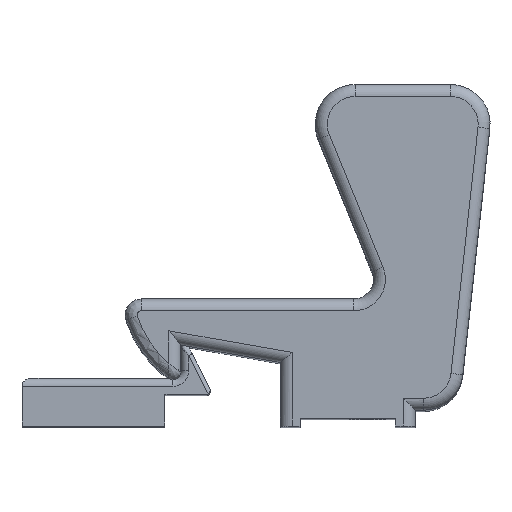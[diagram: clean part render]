
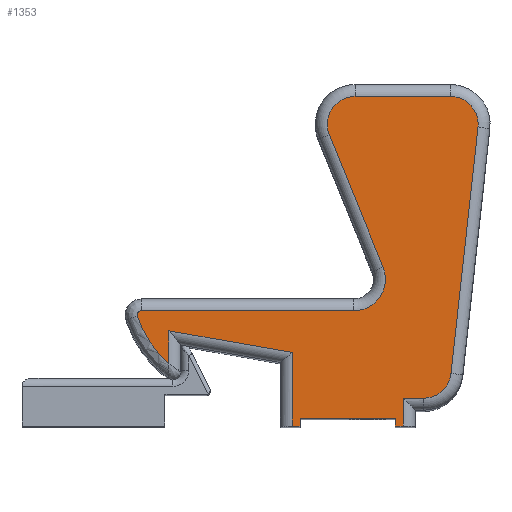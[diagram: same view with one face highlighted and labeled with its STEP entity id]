
A CAD part, top view. The second image highlights one B-rep face of the part: STEP entity #1353.
In plain terms, the highlighted planar face has unit normal (0, 0, 1).
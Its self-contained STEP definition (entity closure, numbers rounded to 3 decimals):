
#79=PLANE('',#1509);
#173=FACE_OUTER_BOUND('',#263,.T.);
#263=EDGE_LOOP('',(#1123,#1124,#1125,#1126,#1127,#1128,#1129,#1130,#1131,
#1132,#1133,#1134,#1135,#1136,#1137,#1138,#1139,#1140,#1141,#1142));
#349=LINE('',#2512,#455);
#355=LINE('',#2531,#461);
#381=LINE('',#2586,#487);
#382=LINE('',#2588,#488);
#383=LINE('',#2592,#489);
#384=LINE('',#2595,#490);
#385=LINE('',#2597,#491);
#386=LINE('',#2600,#492);
#387=LINE('',#2604,#493);
#388=LINE('',#2606,#494);
#389=LINE('',#2607,#495);
#390=LINE('',#2609,#496);
#391=LINE('',#2611,#497);
#392=LINE('',#2612,#498);
#455=VECTOR('',#1791,1000.);
#461=VECTOR('',#1807,1000.);
#487=VECTOR('',#1857,1000.);
#488=VECTOR('',#1858,1000.);
#489=VECTOR('',#1861,1000.);
#490=VECTOR('',#1864,1000.);
#491=VECTOR('',#1865,1000.);
#492=VECTOR('',#1868,1000.);
#493=VECTOR('',#1871,1000.);
#494=VECTOR('',#1872,1000.);
#495=VECTOR('',#1873,1000.);
#496=VECTOR('',#1874,1000.);
#497=VECTOR('',#1875,1000.);
#498=VECTOR('',#1876,1000.);
#537=CIRCLE('',#1469,3.5);
#541=CIRCLE('',#1473,0.5);
#561=CIRCLE('',#1510,3.5);
#562=CIRCLE('',#1511,3.5);
#563=CIRCLE('',#1512,4.);
#564=CIRCLE('',#1513,13.5);
#631=VERTEX_POINT('',#2423);
#632=VERTEX_POINT('',#2424);
#635=VERTEX_POINT('',#2446);
#636=VERTEX_POINT('',#2447);
#655=VERTEX_POINT('',#2509);
#656=VERTEX_POINT('',#2511);
#663=VERTEX_POINT('',#2528);
#664=VERTEX_POINT('',#2530);
#681=VERTEX_POINT('',#2585);
#682=VERTEX_POINT('',#2587);
#683=VERTEX_POINT('',#2589);
#684=VERTEX_POINT('',#2591);
#685=VERTEX_POINT('',#2593);
#686=VERTEX_POINT('',#2596);
#687=VERTEX_POINT('',#2598);
#688=VERTEX_POINT('',#2601);
#689=VERTEX_POINT('',#2603);
#690=VERTEX_POINT('',#2605);
#691=VERTEX_POINT('',#2608);
#692=VERTEX_POINT('',#2610);
#776=EDGE_CURVE('',#631,#632,#537,.T.);
#780=EDGE_CURVE('',#635,#636,#541,.T.);
#804=EDGE_CURVE('',#656,#655,#349,.T.);
#813=EDGE_CURVE('',#664,#663,#355,.T.);
#841=EDGE_CURVE('',#663,#681,#381,.T.);
#842=EDGE_CURVE('',#681,#682,#382,.T.);
#843=EDGE_CURVE('',#682,#683,#561,.T.);
#844=EDGE_CURVE('',#683,#684,#383,.T.);
#845=EDGE_CURVE('',#684,#685,#562,.T.);
#846=EDGE_CURVE('',#685,#631,#384,.T.);
#847=EDGE_CURVE('',#632,#686,#385,.T.);
#848=EDGE_CURVE('',#686,#687,#563,.T.);
#849=EDGE_CURVE('',#687,#635,#386,.T.);
#850=EDGE_CURVE('',#636,#688,#564,.T.);
#851=EDGE_CURVE('',#688,#689,#387,.T.);
#852=EDGE_CURVE('',#689,#690,#388,.T.);
#853=EDGE_CURVE('',#690,#656,#389,.T.);
#854=EDGE_CURVE('',#691,#655,#390,.T.);
#855=EDGE_CURVE('',#692,#691,#391,.T.);
#856=EDGE_CURVE('',#664,#692,#392,.T.);
#1123=ORIENTED_EDGE('',*,*,#813,.T.);
#1124=ORIENTED_EDGE('',*,*,#841,.T.);
#1125=ORIENTED_EDGE('',*,*,#842,.T.);
#1126=ORIENTED_EDGE('',*,*,#843,.T.);
#1127=ORIENTED_EDGE('',*,*,#844,.T.);
#1128=ORIENTED_EDGE('',*,*,#845,.T.);
#1129=ORIENTED_EDGE('',*,*,#846,.T.);
#1130=ORIENTED_EDGE('',*,*,#776,.T.);
#1131=ORIENTED_EDGE('',*,*,#847,.T.);
#1132=ORIENTED_EDGE('',*,*,#848,.T.);
#1133=ORIENTED_EDGE('',*,*,#849,.T.);
#1134=ORIENTED_EDGE('',*,*,#780,.T.);
#1135=ORIENTED_EDGE('',*,*,#850,.T.);
#1136=ORIENTED_EDGE('',*,*,#851,.T.);
#1137=ORIENTED_EDGE('',*,*,#852,.T.);
#1138=ORIENTED_EDGE('',*,*,#853,.T.);
#1139=ORIENTED_EDGE('',*,*,#804,.T.);
#1140=ORIENTED_EDGE('',*,*,#854,.F.);
#1141=ORIENTED_EDGE('',*,*,#855,.F.);
#1142=ORIENTED_EDGE('',*,*,#856,.F.);
#1353=ADVANCED_FACE('',(#173),#79,.F.);
#1469=AXIS2_PLACEMENT_3D('',#2425,#1734,#1735);
#1473=AXIS2_PLACEMENT_3D('',#2448,#1742,#1743);
#1509=AXIS2_PLACEMENT_3D('',#2584,#1855,#1856);
#1510=AXIS2_PLACEMENT_3D('',#2590,#1859,#1860);
#1511=AXIS2_PLACEMENT_3D('',#2594,#1862,#1863);
#1512=AXIS2_PLACEMENT_3D('',#2599,#1866,#1867);
#1513=AXIS2_PLACEMENT_3D('',#2602,#1869,#1870);
#1734=DIRECTION('center_axis',(0.,0.,1.));
#1735=DIRECTION('ref_axis',(-1.,0.,0.));
#1742=DIRECTION('center_axis',(0.,0.,1.));
#1743=DIRECTION('ref_axis',(-1.,0.,0.));
#1791=DIRECTION('',(1.,0.,0.));
#1807=DIRECTION('',(1.,0.,0.));
#1855=DIRECTION('center_axis',(0.,0.,-1.));
#1856=DIRECTION('ref_axis',(-1.,0.,0.));
#1857=DIRECTION('',(0.,1.,0.));
#1858=DIRECTION('',(1.,0.,0.));
#1859=DIRECTION('center_axis',(0.,0.,1.));
#1860=DIRECTION('ref_axis',(-1.,0.,0.));
#1861=DIRECTION('',(0.109,0.994,0.));
#1862=DIRECTION('center_axis',(0.,0.,1.));
#1863=DIRECTION('ref_axis',(-1.,0.,0.));
#1864=DIRECTION('',(-1.,0.,0.));
#1865=DIRECTION('',(0.376,-0.926,0.));
#1866=DIRECTION('center_axis',(0.,0.,-1.));
#1867=DIRECTION('ref_axis',(-1.,0.,0.));
#1868=DIRECTION('',(-1.,0.,0.));
#1869=DIRECTION('center_axis',(0.,0.,1.));
#1870=DIRECTION('ref_axis',(-1.,0.,0.));
#1871=DIRECTION('',(0.,1.,0.));
#1872=DIRECTION('',(0.985,-0.174,0.));
#1873=DIRECTION('',(0.,-1.,0.));
#1874=DIRECTION('',(0.,-1.,0.));
#1875=DIRECTION('',(-1.,0.,0.));
#1876=DIRECTION('',(0.,1.,0.));
#2423=CARTESIAN_POINT('',(-3.912,60.592,53.));
#2424=CARTESIAN_POINT('',(-7.155,55.774,53.));
#2425=CARTESIAN_POINT('Origin',(-3.912,57.092,53.));
#2446=CARTESIAN_POINT('',(-30.841,33.592,53.));
#2447=CARTESIAN_POINT('',(-31.315,32.935,53.));
#2448=CARTESIAN_POINT('Origin',(-30.841,33.092,53.));
#2509=CARTESIAN_POINT('',(-10.841,19.092,53.));
#2511=CARTESIAN_POINT('',(-11.841,19.092,53.));
#2512=CARTESIAN_POINT('',(-13.341,19.092,53.));
#2528=CARTESIAN_POINT('',(2.159,19.092,53.));
#2530=CARTESIAN_POINT('',(1.159,19.092,53.));
#2531=CARTESIAN_POINT('',(-13.341,19.092,53.));
#2584=CARTESIAN_POINT('Origin',(-18.497,37.171,53.));
#2585=CARTESIAN_POINT('',(2.159,22.592,53.));
#2586=CARTESIAN_POINT('',(2.159,37.171,53.));
#2587=CARTESIAN_POINT('',(4.678,22.592,53.));
#2588=CARTESIAN_POINT('',(-18.497,22.592,53.));
#2589=CARTESIAN_POINT('',(8.157,25.71,53.));
#2590=CARTESIAN_POINT('Origin',(4.678,26.092,53.));
#2591=CARTESIAN_POINT('',(11.56,56.71,53.));
#2592=CARTESIAN_POINT('',(9.083,34.144,53.));
#2593=CARTESIAN_POINT('',(8.081,60.592,53.));
#2594=CARTESIAN_POINT('Origin',(8.081,57.092,53.));
#2595=CARTESIAN_POINT('',(-18.497,60.592,53.));
#2596=CARTESIAN_POINT('',(-0.379,39.098,53.));
#2597=CARTESIAN_POINT('',(-2.274,43.763,53.));
#2598=CARTESIAN_POINT('',(-4.084,33.592,53.));
#2599=CARTESIAN_POINT('Origin',(-4.084,37.592,53.));
#2600=CARTESIAN_POINT('',(-18.497,33.592,53.));
#2601=CARTESIAN_POINT('',(-27.341,26.971,53.));
#2602=CARTESIAN_POINT('Origin',(-18.497,37.171,53.));
#2603=CARTESIAN_POINT('',(-27.341,31.084,53.));
#2604=CARTESIAN_POINT('',(-27.341,37.171,53.));
#2605=CARTESIAN_POINT('',(-11.841,28.351,53.));
#2606=CARTESIAN_POINT('',(-19.805,29.755,53.));
#2607=CARTESIAN_POINT('',(-11.841,37.171,53.));
#2608=CARTESIAN_POINT('',(-10.841,20.092,53.));
#2609=CARTESIAN_POINT('',(-10.841,19.092,53.));
#2610=CARTESIAN_POINT('',(1.159,20.092,53.));
#2611=CARTESIAN_POINT('',(-10.841,20.092,53.));
#2612=CARTESIAN_POINT('',(1.159,19.092,53.));
